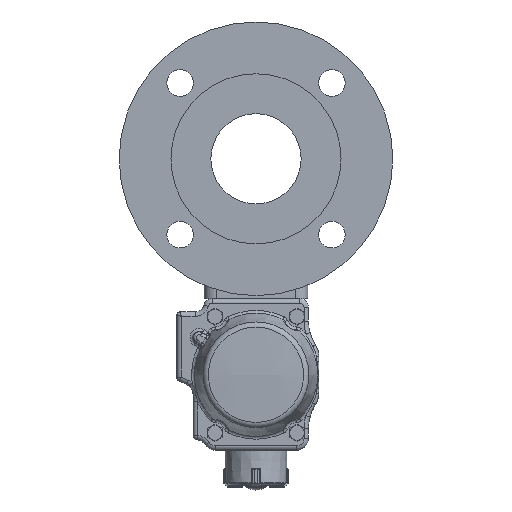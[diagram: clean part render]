
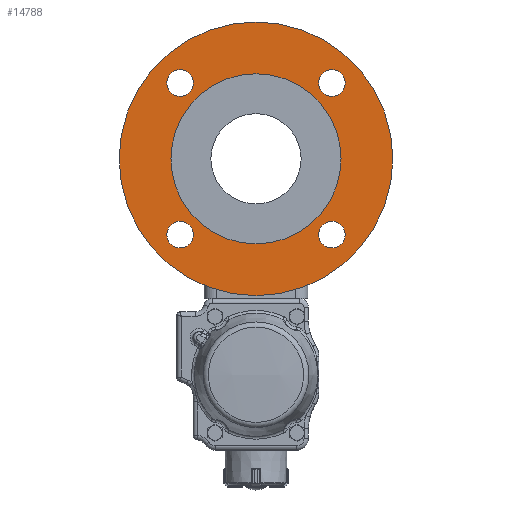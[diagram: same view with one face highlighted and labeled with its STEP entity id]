
A CAD part, front view. The second image highlights one B-rep face of the part: STEP entity #14788.
In plain terms, the highlighted planar face has unit normal (0, -1, 0).
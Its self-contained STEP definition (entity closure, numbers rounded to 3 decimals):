
#479=PLANE('',#18735);
#6008=ORIENTED_EDGE('',*,*,#8834,.F.);
#6009=ORIENTED_EDGE('',*,*,#8835,.F.);
#6010=ORIENTED_EDGE('',*,*,#8836,.F.);
#6011=ORIENTED_EDGE('',*,*,#8837,.F.);
#6012=ORIENTED_EDGE('',*,*,#8807,.T.);
#6013=ORIENTED_EDGE('',*,*,#8832,.T.);
#8807=EDGE_CURVE('',#10426,#10426,#11395,.T.);
#8832=EDGE_CURVE('',#10451,#10451,#11412,.T.);
#8834=EDGE_CURVE('',#10453,#10453,#11414,.T.);
#8835=EDGE_CURVE('',#10454,#10454,#11415,.T.);
#8836=EDGE_CURVE('',#10455,#10455,#11416,.T.);
#8837=EDGE_CURVE('',#10456,#10456,#11417,.T.);
#10426=VERTEX_POINT('',#32942);
#10451=VERTEX_POINT('',#32994);
#10453=VERTEX_POINT('',#32999);
#10454=VERTEX_POINT('',#33001);
#10455=VERTEX_POINT('',#33003);
#10456=VERTEX_POINT('',#33005);
#11395=CIRCLE('',#18714,92.5);
#11412=CIRCLE('',#18733,57.5);
#11414=CIRCLE('',#18736,9.);
#11415=CIRCLE('',#18737,9.);
#11416=CIRCLE('',#18738,9.);
#11417=CIRCLE('',#18739,9.);
#12485=EDGE_LOOP('',(#6008));
#12486=EDGE_LOOP('',(#6009));
#12487=EDGE_LOOP('',(#6010));
#12488=EDGE_LOOP('',(#6011));
#12489=EDGE_LOOP('',(#6012));
#12490=EDGE_LOOP('',(#6013));
#13665=FACE_BOUND('',#12485,.T.);
#13666=FACE_BOUND('',#12486,.T.);
#13667=FACE_BOUND('',#12487,.T.);
#13668=FACE_BOUND('',#12488,.T.);
#13669=FACE_BOUND('',#12489,.T.);
#13670=FACE_BOUND('',#12490,.T.);
#14788=ADVANCED_FACE('',(#13665,#13666,#13667,#13668,#13669,#13670),#479,
 .T.);
#18714=AXIS2_PLACEMENT_3D('',#32941,#22430,#22431);
#18733=AXIS2_PLACEMENT_3D('',#32993,#22476,#22477);
#18735=AXIS2_PLACEMENT_3D('',#32997,#22480,#22481);
#18736=AXIS2_PLACEMENT_3D('',#32998,#22482,#22483);
#18737=AXIS2_PLACEMENT_3D('',#33000,#22484,#22485);
#18738=AXIS2_PLACEMENT_3D('',#33002,#22486,#22487);
#18739=AXIS2_PLACEMENT_3D('',#33004,#22488,#22489);
#22430=DIRECTION('',(0.,-1.,0.));
#22431=DIRECTION('',(1.,0.,0.));
#22476=DIRECTION('',(0.,1.,0.));
#22477=DIRECTION('',(1.,0.,0.));
#22480=DIRECTION('',(0.,-1.,0.));
#22481=DIRECTION('',(0.,0.,-1.));
#22482=DIRECTION('',(0.,-1.,0.));
#22483=DIRECTION('',(-1.,0.,0.));
#22484=DIRECTION('',(0.,-1.,0.));
#22485=DIRECTION('',(-1.,0.,0.));
#22486=DIRECTION('',(0.,-1.,0.));
#22487=DIRECTION('',(-1.,0.,0.));
#22488=DIRECTION('',(0.,-1.,0.));
#22489=DIRECTION('',(-1.,0.,0.));
#32941=CARTESIAN_POINT('',(0.,-83.,0.));
#32942=CARTESIAN_POINT('',(92.5,-83.,0.));
#32993=CARTESIAN_POINT('',(0.,-83.,0.));
#32994=CARTESIAN_POINT('',(57.5,-83.,0.));
#32997=CARTESIAN_POINT('',(0.,-83.,0.));
#32998=CARTESIAN_POINT('',(51.265,-83.,51.265));
#32999=CARTESIAN_POINT('',(42.265,-83.,51.265));
#33000=CARTESIAN_POINT('',(-51.265,-83.,51.265));
#33001=CARTESIAN_POINT('',(-60.265,-83.,51.265));
#33002=CARTESIAN_POINT('',(-51.265,-83.,-51.265));
#33003=CARTESIAN_POINT('',(-60.265,-83.,-51.265));
#33004=CARTESIAN_POINT('',(51.265,-83.,-51.265));
#33005=CARTESIAN_POINT('',(42.265,-83.,-51.265));
